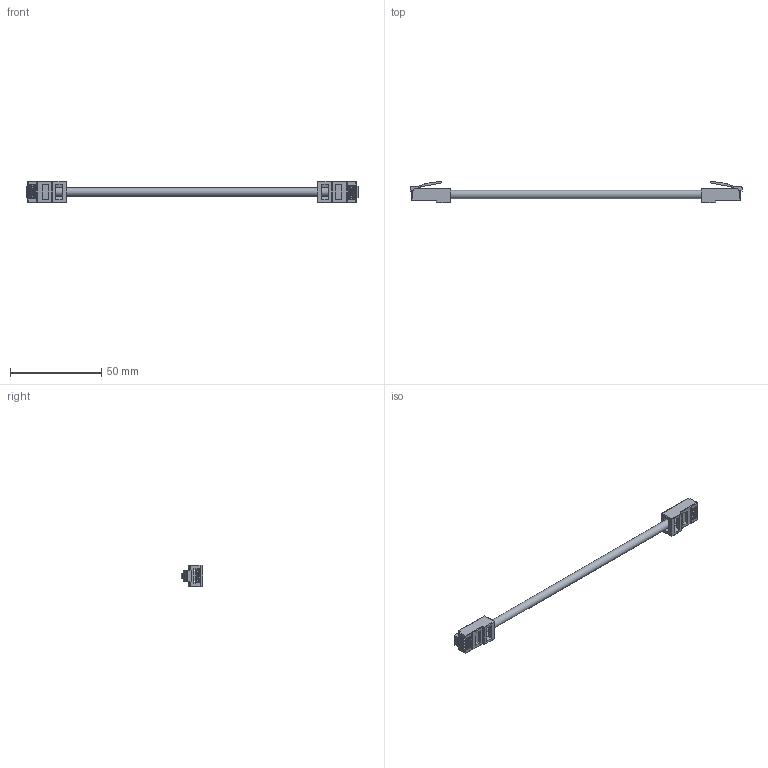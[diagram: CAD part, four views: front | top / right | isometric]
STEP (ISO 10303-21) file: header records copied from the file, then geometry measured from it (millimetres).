
FILE_DESCRIPTION (( 'STEP AP214' ), '1' );
FILE_NAME ('TRD450.STEP', '2018-04-03T19:42:12', ( '' ), ( '' ), 'SwSTEP 2.0', 'SolidWorks 2017', '' );
FILE_SCHEMA (( 'AUTOMOTIVE_DESIGN' ));
Length unit declared in the file: inch
Products named in the file (5): 1AD02-005_with crimped pins; 1AD01-008-MA1; 1AD02-005_no aligning hole; 1AL03-039; TRD450
Assembly tree (12 placements, depth 3):
  TRD450
    1AL03-039
    1AD02-005_with crimped pins  x2
      1AD02-005_no aligning hole
      1AD01-008-MA1
Bounding box: 182.12 x 11.96 x 11.68 mm (x, y, z)
Volume: 5131.9 mm3; surface area: 6162.4 mm2
Topology: 19 solids, 19 shells, 719 faces, 2047 edges, 1334 vertices
Faces by surface type: plane 528, cylinder 171, sphere 16, torus 4
Full cylindrical faces by diameter (mm): 4.521 x1
Entity records: 7244 total; most frequent: CARTESIAN_POINT 1049, ORIENTED_EDGE 1024, DIRECTION 1002, EDGE_CURVE 512, VECTOR 408, LINE 408, VERTEX_POINT 332, AXIS2_PLACEMENT_3D 297
